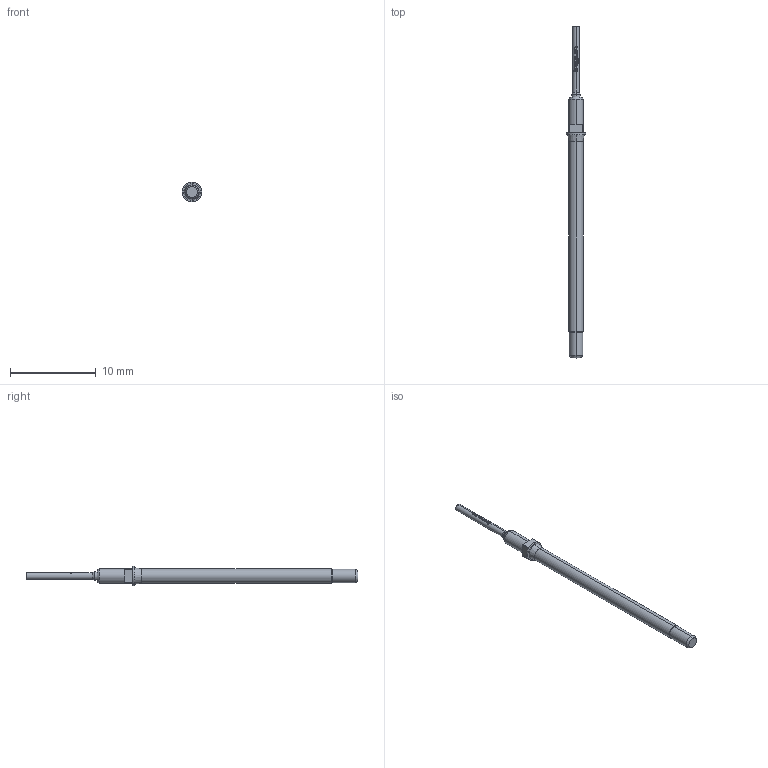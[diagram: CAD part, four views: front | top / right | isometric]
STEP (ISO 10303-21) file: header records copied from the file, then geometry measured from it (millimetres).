
FILE_DESCRIPTION (( 'STEP AP203' ), '1' );
FILE_NAME ('INGUN_GKS-112_302_080_A_xx05_M.STEP', '2022-01-18T10:13:34', ( 'ochi' ), ( '' ), 'SwSTEP 2.0', 'SolidWorks 2018', '' );
FILE_SCHEMA (( 'CONFIG_CONTROL_DESIGN' ));
Length unit declared in the file: millimetre
Products named in the file (1): INGUN_GKS-112_302_080_A_xx05_M
Bounding box: 2.3 x 38.8 x 2.3 mm (x, y, z)
Volume: 70.8 mm3; surface area: 187.5 mm2
Topology: 1 solids, 1 shells, 110 faces, 295 edges, 190 vertices
Faces by surface type: plane 56, bspline 22, cylinder 22, cone 8, torus 2
Entity records: 3778 total; most frequent: CARTESIAN_POINT 1096, ORIENTED_EDGE 590, DIRECTION 487, EDGE_CURVE 295, VERTEX_POINT 190, AXIS2_PLACEMENT_3D 189, EDGE_LOOP 113, FACE_OUTER_BOUND 110
